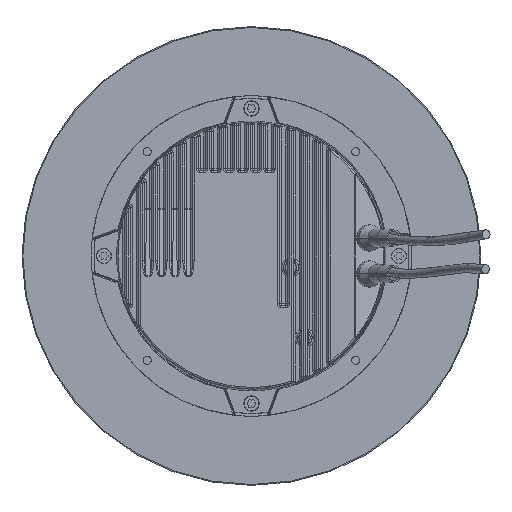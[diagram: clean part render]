
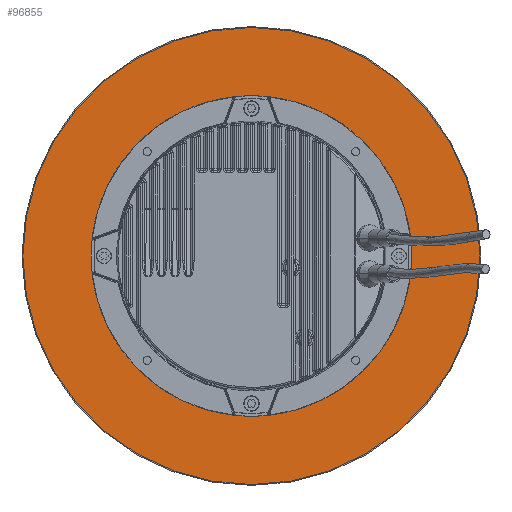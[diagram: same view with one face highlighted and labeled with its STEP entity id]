
A CAD part, left-side view. The second image highlights one B-rep face of the part: STEP entity #96855.
In plain terms, the highlighted face is planar.
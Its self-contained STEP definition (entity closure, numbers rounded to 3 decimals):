
#94465=CARTESIAN_POINT('',(0.,-2.,0.));
#94466=DIRECTION('',(0.,1.,0.));
#94467=DIRECTION('',(0.,0.,1.));
#94468=AXIS2_PLACEMENT_3D('',#94465,#94466,#94467);
#94470=CARTESIAN_POINT('',(0.,-2.,0.));
#94471=DIRECTION('',(0.,1.,0.));
#94472=DIRECTION('',(0.,0.,-1.));
#94473=AXIS2_PLACEMENT_3D('',#94470,#94471,#94472);
#94475=CARTESIAN_POINT('',(32.5,-2.,-56.292));
#94476=DIRECTION('',(0.,-1.,0.));
#94477=DIRECTION('',(1.,0.,0.));
#94478=AXIS2_PLACEMENT_3D('',#94475,#94476,#94477);
#94480=CARTESIAN_POINT('',(32.5,-2.,-56.292));
#94481=DIRECTION('',(0.,-1.,0.));
#94482=DIRECTION('',(-1.,0.,0.));
#94483=AXIS2_PLACEMENT_3D('',#94480,#94481,#94482);
#94485=CARTESIAN_POINT('',(-32.5,-2.,-56.292));
#94486=DIRECTION('',(0.,-1.,0.));
#94487=DIRECTION('',(0.5,0.,-0.866));
#94488=AXIS2_PLACEMENT_3D('',#94485,#94486,#94487);
#94490=CARTESIAN_POINT('',(-32.5,-2.,-56.292));
#94491=DIRECTION('',(0.,-1.,0.));
#94492=DIRECTION('',(-0.5,0.,0.866));
#94493=AXIS2_PLACEMENT_3D('',#94490,#94491,#94492);
#94495=CARTESIAN_POINT('',(-65.,-2.,0.));
#94496=DIRECTION('',(0.,-1.,0.));
#94497=DIRECTION('',(-0.5,0.,-0.866));
#94498=AXIS2_PLACEMENT_3D('',#94495,#94496,#94497);
#94500=CARTESIAN_POINT('',(-65.,-2.,0.));
#94501=DIRECTION('',(0.,-1.,0.));
#94502=DIRECTION('',(0.5,0.,0.866));
#94503=AXIS2_PLACEMENT_3D('',#94500,#94501,#94502);
#94505=CARTESIAN_POINT('',(-32.5,-2.,56.292));
#94506=DIRECTION('',(0.,-1.,0.));
#94507=DIRECTION('',(-1.,0.,0.));
#94508=AXIS2_PLACEMENT_3D('',#94505,#94506,#94507);
#94510=CARTESIAN_POINT('',(-32.5,-2.,56.292));
#94511=DIRECTION('',(0.,-1.,0.));
#94512=DIRECTION('',(1.,0.,0.));
#94513=AXIS2_PLACEMENT_3D('',#94510,#94511,#94512);
#94515=CARTESIAN_POINT('',(32.5,-2.,56.292));
#94516=DIRECTION('',(0.,-1.,0.));
#94517=DIRECTION('',(-0.5,0.,0.866));
#94518=AXIS2_PLACEMENT_3D('',#94515,#94516,#94517);
#94520=CARTESIAN_POINT('',(32.5,-2.,56.292));
#94521=DIRECTION('',(0.,-1.,0.));
#94522=DIRECTION('',(0.5,0.,-0.866));
#94523=AXIS2_PLACEMENT_3D('',#94520,#94521,#94522);
#94525=CARTESIAN_POINT('',(65.,-2.,0.));
#94526=DIRECTION('',(0.,-1.,0.));
#94527=DIRECTION('',(0.5,0.,0.866));
#94528=AXIS2_PLACEMENT_3D('',#94525,#94526,#94527);
#94530=CARTESIAN_POINT('',(65.,-2.,0.));
#94531=DIRECTION('',(0.,-1.,0.));
#94532=DIRECTION('',(-0.5,0.,-0.866));
#94533=AXIS2_PLACEMENT_3D('',#94530,#94531,#94532);
#94535=CARTESIAN_POINT('',(0.,-2.,-65.));
#94536=DIRECTION('',(0.,-1.,0.));
#94537=DIRECTION('',(1.,0.,0.));
#94538=AXIS2_PLACEMENT_3D('',#94535,#94536,#94537);
#94540=CARTESIAN_POINT('',(0.,-2.,-65.));
#94541=DIRECTION('',(0.,-1.,0.));
#94542=DIRECTION('',(-1.,0.,0.));
#94543=AXIS2_PLACEMENT_3D('',#94540,#94541,#94542);
#94545=CARTESIAN_POINT('',(-56.292,-2.,32.5));
#94546=DIRECTION('',(0.,-1.,0.));
#94547=DIRECTION('',(-0.5,0.,-0.866));
#94548=AXIS2_PLACEMENT_3D('',#94545,#94546,#94547);
#94550=CARTESIAN_POINT('',(-56.292,-2.,32.5));
#94551=DIRECTION('',(0.,-1.,0.));
#94552=DIRECTION('',(0.5,0.,0.866));
#94553=AXIS2_PLACEMENT_3D('',#94550,#94551,#94552);
#94555=CARTESIAN_POINT('',(56.292,-2.,32.5));
#94556=DIRECTION('',(0.,-1.,0.));
#94557=DIRECTION('',(-0.5,0.,0.866));
#94558=AXIS2_PLACEMENT_3D('',#94555,#94556,#94557);
#94560=CARTESIAN_POINT('',(56.292,-2.,32.5));
#94561=DIRECTION('',(0.,-1.,0.));
#94562=DIRECTION('',(0.5,0.,-0.866));
#94563=AXIS2_PLACEMENT_3D('',#94560,#94561,#94562);
#94565=CARTESIAN_POINT('',(0.,-2.,0.));
#94566=DIRECTION('',(0.,-1.,0.));
#94567=DIRECTION('',(1.,0.,0.));
#94568=AXIS2_PLACEMENT_3D('',#94565,#94566,#94567);
#94570=CARTESIAN_POINT('',(0.,-2.,0.));
#94571=DIRECTION('',(0.,-1.,0.));
#94572=DIRECTION('',(-1.,0.,0.));
#94573=AXIS2_PLACEMENT_3D('',#94570,#94571,#94572);
#96286=CARTESIAN_POINT('',(0.,-2.,-127.));
#96287=VERTEX_POINT('',#96286);
#96288=CARTESIAN_POINT('',(0.,-2.,127.));
#96289=VERTEX_POINT('',#96288);
#96290=CARTESIAN_POINT('',(35.75,-2.,-56.292));
#96291=CARTESIAN_POINT('',(29.25,-2.,-56.292));
#96292=VERTEX_POINT('',#96290);
#96293=VERTEX_POINT('',#96291);
#96294=CARTESIAN_POINT('',(-30.875,-2.,-59.106));
#96295=CARTESIAN_POINT('',(-34.125,-2.,-53.477));
#96296=VERTEX_POINT('',#96294);
#96297=VERTEX_POINT('',#96295);
#96298=CARTESIAN_POINT('',(-66.625,-2.,-2.815));
#96299=CARTESIAN_POINT('',(-63.375,-2.,2.815));
#96300=VERTEX_POINT('',#96298);
#96301=VERTEX_POINT('',#96299);
#96302=CARTESIAN_POINT('',(-35.75,-2.,56.292));
#96303=CARTESIAN_POINT('',(-29.25,-2.,56.292));
#96304=VERTEX_POINT('',#96302);
#96305=VERTEX_POINT('',#96303);
#96306=CARTESIAN_POINT('',(30.875,-2.,59.106));
#96307=CARTESIAN_POINT('',(34.125,-2.,53.477));
#96308=VERTEX_POINT('',#96306);
#96309=VERTEX_POINT('',#96307);
#96310=CARTESIAN_POINT('',(66.625,-2.,2.815));
#96311=CARTESIAN_POINT('',(63.375,-2.,-2.815));
#96312=VERTEX_POINT('',#96310);
#96313=VERTEX_POINT('',#96311);
#96314=CARTESIAN_POINT('',(2.5,-2.,-65.));
#96315=CARTESIAN_POINT('',(-2.5,-2.,-65.));
#96316=VERTEX_POINT('',#96314);
#96317=VERTEX_POINT('',#96315);
#96318=CARTESIAN_POINT('',(-57.542,-2.,30.335));
#96319=CARTESIAN_POINT('',(-55.042,-2.,34.665));
#96320=VERTEX_POINT('',#96318);
#96321=VERTEX_POINT('',#96319);
#96322=CARTESIAN_POINT('',(55.042,-2.,34.665));
#96323=CARTESIAN_POINT('',(57.542,-2.,30.335));
#96324=VERTEX_POINT('',#96322);
#96325=VERTEX_POINT('',#96323);
#96326=CARTESIAN_POINT('',(56.05,-2.,0.));
#96327=CARTESIAN_POINT('',(-56.05,-2.,0.));
#96328=VERTEX_POINT('',#96326);
#96329=VERTEX_POINT('',#96327);
#96786=CARTESIAN_POINT('',(0.,-2.,0.));
#96787=DIRECTION('',(0.,1.,0.));
#96788=DIRECTION('',(1.,0.,0.));
#96789=AXIS2_PLACEMENT_3D('',#96786,#96787,#96788);
#96790=PLANE('',#96789);
#96791=ORIENTED_EDGE('',*,*,#96766,.T.);
#96792=ORIENTED_EDGE('',*,*,#96780,.T.);
#96793=EDGE_LOOP('',(#96791,#96792));
#96794=FACE_OUTER_BOUND('',#96793,.F.);
#96796=ORIENTED_EDGE('',*,*,#96795,.T.);
#96798=ORIENTED_EDGE('',*,*,#96797,.T.);
#96799=EDGE_LOOP('',(#96796,#96798));
#96800=FACE_BOUND('',#96799,.F.);
#96802=ORIENTED_EDGE('',*,*,#96801,.T.);
#96804=ORIENTED_EDGE('',*,*,#96803,.T.);
#96805=EDGE_LOOP('',(#96802,#96804));
#96806=FACE_BOUND('',#96805,.F.);
#96808=ORIENTED_EDGE('',*,*,#96807,.T.);
#96810=ORIENTED_EDGE('',*,*,#96809,.T.);
#96811=EDGE_LOOP('',(#96808,#96810));
#96812=FACE_BOUND('',#96811,.F.);
#96814=ORIENTED_EDGE('',*,*,#96813,.T.);
#96816=ORIENTED_EDGE('',*,*,#96815,.T.);
#96817=EDGE_LOOP('',(#96814,#96816));
#96818=FACE_BOUND('',#96817,.F.);
#96820=ORIENTED_EDGE('',*,*,#96819,.T.);
#96822=ORIENTED_EDGE('',*,*,#96821,.T.);
#96823=EDGE_LOOP('',(#96820,#96822));
#96824=FACE_BOUND('',#96823,.F.);
#96826=ORIENTED_EDGE('',*,*,#96825,.T.);
#96828=ORIENTED_EDGE('',*,*,#96827,.T.);
#96829=EDGE_LOOP('',(#96826,#96828));
#96830=FACE_BOUND('',#96829,.F.);
#96832=ORIENTED_EDGE('',*,*,#96831,.T.);
#96834=ORIENTED_EDGE('',*,*,#96833,.T.);
#96835=EDGE_LOOP('',(#96832,#96834));
#96836=FACE_BOUND('',#96835,.F.);
#96838=ORIENTED_EDGE('',*,*,#96837,.T.);
#96840=ORIENTED_EDGE('',*,*,#96839,.T.);
#96841=EDGE_LOOP('',(#96838,#96840));
#96842=FACE_BOUND('',#96841,.F.);
#96844=ORIENTED_EDGE('',*,*,#96843,.T.);
#96846=ORIENTED_EDGE('',*,*,#96845,.T.);
#96847=EDGE_LOOP('',(#96844,#96846));
#96848=FACE_BOUND('',#96847,.F.);
#96850=ORIENTED_EDGE('',*,*,#96849,.T.);
#96852=ORIENTED_EDGE('',*,*,#96851,.T.);
#96853=EDGE_LOOP('',(#96850,#96852));
#96854=FACE_BOUND('',#96853,.F.);
#96855=ADVANCED_FACE('',(#96794,#96800,#96806,#96812,#96818,#96824,#96830,
#96836,#96842,#96848,#96854),#96790,.F.);
#94469=CIRCLE('',#94468,127.);
#94474=CIRCLE('',#94473,127.);
#94479=CIRCLE('',#94478,3.25);
#94484=CIRCLE('',#94483,3.25);
#94489=CIRCLE('',#94488,3.25);
#94494=CIRCLE('',#94493,3.25);
#94499=CIRCLE('',#94498,3.25);
#94504=CIRCLE('',#94503,3.25);
#94509=CIRCLE('',#94508,3.25);
#94514=CIRCLE('',#94513,3.25);
#94519=CIRCLE('',#94518,3.25);
#94524=CIRCLE('',#94523,3.25);
#94529=CIRCLE('',#94528,3.25);
#94534=CIRCLE('',#94533,3.25);
#94539=CIRCLE('',#94538,2.5);
#94544=CIRCLE('',#94543,2.5);
#94549=CIRCLE('',#94548,2.5);
#94554=CIRCLE('',#94553,2.5);
#94559=CIRCLE('',#94558,2.5);
#94564=CIRCLE('',#94563,2.5);
#94569=CIRCLE('',#94568,56.05);
#94574=CIRCLE('',#94573,56.05);
#96766=EDGE_CURVE('',#96289,#96287,#94469,.T.);
#96780=EDGE_CURVE('',#96287,#96289,#94474,.T.);
#96795=EDGE_CURVE('',#96292,#96293,#94479,.T.);
#96797=EDGE_CURVE('',#96293,#96292,#94484,.T.);
#96801=EDGE_CURVE('',#96296,#96297,#94489,.T.);
#96803=EDGE_CURVE('',#96297,#96296,#94494,.T.);
#96807=EDGE_CURVE('',#96300,#96301,#94499,.T.);
#96809=EDGE_CURVE('',#96301,#96300,#94504,.T.);
#96813=EDGE_CURVE('',#96304,#96305,#94509,.T.);
#96815=EDGE_CURVE('',#96305,#96304,#94514,.T.);
#96819=EDGE_CURVE('',#96308,#96309,#94519,.T.);
#96821=EDGE_CURVE('',#96309,#96308,#94524,.T.);
#96825=EDGE_CURVE('',#96312,#96313,#94529,.T.);
#96827=EDGE_CURVE('',#96313,#96312,#94534,.T.);
#96831=EDGE_CURVE('',#96316,#96317,#94539,.T.);
#96833=EDGE_CURVE('',#96317,#96316,#94544,.T.);
#96837=EDGE_CURVE('',#96320,#96321,#94549,.T.);
#96839=EDGE_CURVE('',#96321,#96320,#94554,.T.);
#96843=EDGE_CURVE('',#96324,#96325,#94559,.T.);
#96845=EDGE_CURVE('',#96325,#96324,#94564,.T.);
#96849=EDGE_CURVE('',#96328,#96329,#94569,.T.);
#96851=EDGE_CURVE('',#96329,#96328,#94574,.T.);
